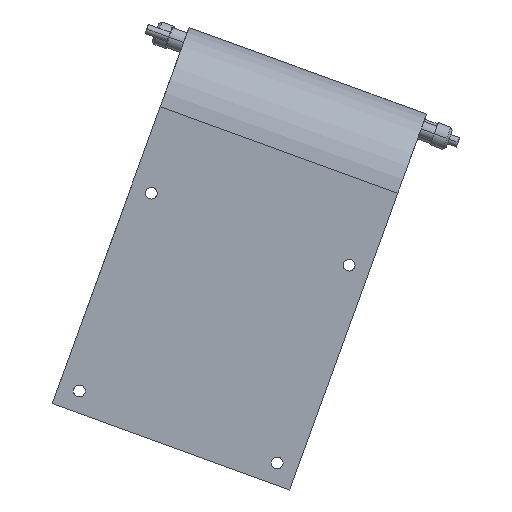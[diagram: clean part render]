
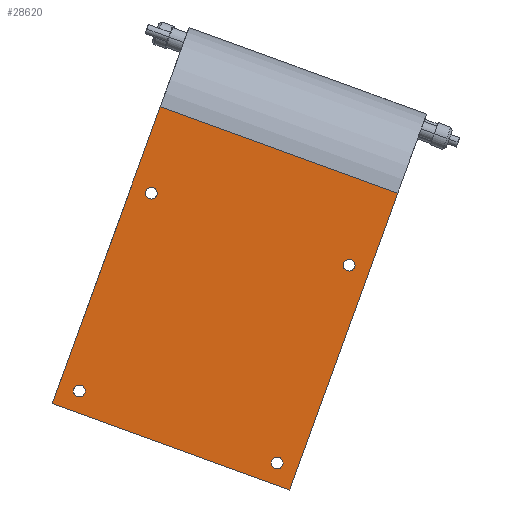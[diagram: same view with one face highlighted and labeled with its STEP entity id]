
A CAD part, left-side view. The second image highlights one B-rep face of the part: STEP entity #28620.
In plain terms, the highlighted face is planar.
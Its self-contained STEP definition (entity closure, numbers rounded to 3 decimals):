
#20530=CARTESIAN_POINT('',(311.15,-235.325,502.1));
#20540=VERTEX_POINT('',#20530);
#20570=CARTESIAN_POINT('',(311.15,-236.545,505.454));
#20580=DIRECTION('',(1.,0.,0.));
#20590=DIRECTION('',(0.,0.342,-0.94));
#20600=AXIS2_PLACEMENT_3D('',#20570,#20580,#20590);
#20610=CIRCLE('',#20600,3.569);
#20620=CARTESIAN_POINT('',(311.15,-237.766,508.807));
#20630=VERTEX_POINT('',#20620);
#20640=EDGE_CURVE('',#20630,#20540,#20610,.T.);
#23480=CARTESIAN_POINT('',(311.15,-159.42,664.878));
#23490=VERTEX_POINT('',#23480);
#23520=CARTESIAN_POINT('',(311.15,-160.641,668.231));
#23530=DIRECTION('',(1.,0.,0.));
#23540=DIRECTION('',(0.,0.342,-0.94));
#23550=AXIS2_PLACEMENT_3D('',#23520,#23530,#23540);
#23560=CIRCLE('',#23550,3.569);
#23570=CARTESIAN_POINT('',(311.15,-161.862,671.585));
#23580=VERTEX_POINT('',#23570);
#23590=EDGE_CURVE('',#23580,#23490,#23560,.T.);
#23800=CARTESIAN_POINT('',(311.15,-244.136,489.176));
#23810=VERTEX_POINT('',#23800);
#23840=CARTESIAN_POINT('',(311.15,-217.347,498.926));
#23850=DIRECTION('',(0.,0.94,
0.342));
#23860=VECTOR('',#23850,1.);
#23870=LINE('',#23840,#23860);
#23880=CARTESIAN_POINT('',(311.15,-100.927,541.3));
#23890=VERTEX_POINT('',#23880);
#23900=EDGE_CURVE('',#23810,#23890,#23870,.T.);
#24200=CARTESIAN_POINT('',(311.15,-309.291,668.187));
#24210=VERTEX_POINT('',#24200);
#24240=CARTESIAN_POINT('',(311.15,-493.61,1174.601));
#24250=DIRECTION('',(0.,0.342,
-0.94));
#24260=VECTOR('',#24250,1.);
#24270=LINE('',#24240,#24260);
#24280=EDGE_CURVE('',#24210,#23810,#24270,.T.);
#25220=CARTESIAN_POINT('',(311.15,-166.081,720.311));
#25230=VERTEX_POINT('',#25220);
#25260=CARTESIAN_POINT('',(311.15,-282.502,677.938));
#25270=DIRECTION('',(0.,0.94,
0.342));
#25280=VECTOR('',#25270,1.);
#25290=LINE('',#25260,#25280);
#25300=EDGE_CURVE('',#24210,#25230,#25290,.T.);
#25450=CARTESIAN_POINT('',(311.15,-278.761,621.441));
#25460=VERTEX_POINT('',#25450);
#25490=CARTESIAN_POINT('',(311.15,-279.982,624.795));
#25500=DIRECTION('',(1.,0.,0.));
#25510=DIRECTION('',(0.,0.342,-0.94));
#25520=AXIS2_PLACEMENT_3D('',#25490,#25500,#25510);
#25530=CIRCLE('',#25520,3.569);
#25540=CARTESIAN_POINT('',(311.15,-281.202,628.148));
#25550=VERTEX_POINT('',#25540);
#25560=EDGE_CURVE('',#25550,#25460,#25530,.T.);
#27650=CARTESIAN_POINT('',(311.15,-350.401,1226.725));
#27660=DIRECTION('',(0.,0.342,
-0.94));
#27670=VECTOR('',#27660,1.);
#27680=LINE('',#27650,#27670);
#27690=EDGE_CURVE('',#25230,#23890,#27680,.T.);
#28080=CARTESIAN_POINT('',(311.15,-115.984,545.537));
#28090=VERTEX_POINT('',#28080);
#28120=CARTESIAN_POINT('',(311.15,-117.204,548.89));
#28130=DIRECTION('',(1.,0.,0.));
#28140=DIRECTION('',(0.,0.342,-0.94));
#28150=AXIS2_PLACEMENT_3D('',#28120,#28130,#28140);
#28160=CIRCLE('',#28150,3.569);
#28170=CARTESIAN_POINT('',(311.15,-118.425,552.244));
#28180=VERTEX_POINT('',#28170);
#28190=EDGE_CURVE('',#28180,#28090,#28160,.T.);
#28310=CARTESIAN_POINT('',(311.15,-145.482,775.111));
#28320=DIRECTION('',(1.,0.,0.));
#28330=DIRECTION('',(0.,0.94,
0.342));
#28340=AXIS2_PLACEMENT_3D('',#28310,#28320,#28330);
#28350=PLANE('',#28340);
#28360=ORIENTED_EDGE('',*,*,#27690,.F.);
#28370=ORIENTED_EDGE('',*,*,#23900,.T.);
#28380=ORIENTED_EDGE('',*,*,#24280,.T.);
#28390=ORIENTED_EDGE('',*,*,#25300,.F.);
#28400=EDGE_LOOP('',(#28390,#28380,#28370,#28360));
#28410=FACE_OUTER_BOUND('',#28400,.T.);
#28420=EDGE_CURVE('',#23490,#23580,#23560,.T.);
#28430=ORIENTED_EDGE('',*,*,#28420,.F.);
#28440=ORIENTED_EDGE('',*,*,#23590,.F.);
#28450=EDGE_LOOP('',(#28440,#28430));
#28460=FACE_BOUND('',#28450,.T.);
#28470=EDGE_CURVE('',#28090,#28180,#28160,.T.);
#28480=ORIENTED_EDGE('',*,*,#28470,.F.);
#28490=ORIENTED_EDGE('',*,*,#28190,.F.);
#28500=EDGE_LOOP('',(#28490,#28480));
#28510=FACE_BOUND('',#28500,.T.);
#28520=EDGE_CURVE('',#25460,#25550,#25530,.T.);
#28530=ORIENTED_EDGE('',*,*,#28520,.F.);
#28540=ORIENTED_EDGE('',*,*,#25560,.F.);
#28550=EDGE_LOOP('',(#28540,#28530));
#28560=FACE_BOUND('',#28550,.T.);
#28570=EDGE_CURVE('',#20540,#20630,#20610,.T.);
#28580=ORIENTED_EDGE('',*,*,#28570,.F.);
#28590=ORIENTED_EDGE('',*,*,#20640,.F.);
#28600=EDGE_LOOP('',(#28590,#28580));
#28610=FACE_BOUND('',#28600,.T.);
#28620=ADVANCED_FACE('',(#28410,#28460,#28510,#28560,#28610),#28350,.T.)
;
